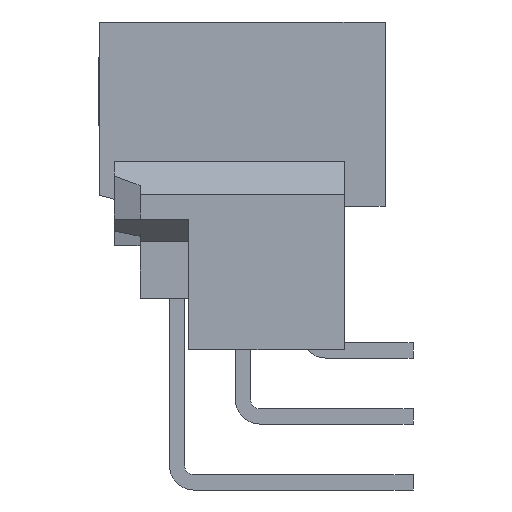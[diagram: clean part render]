
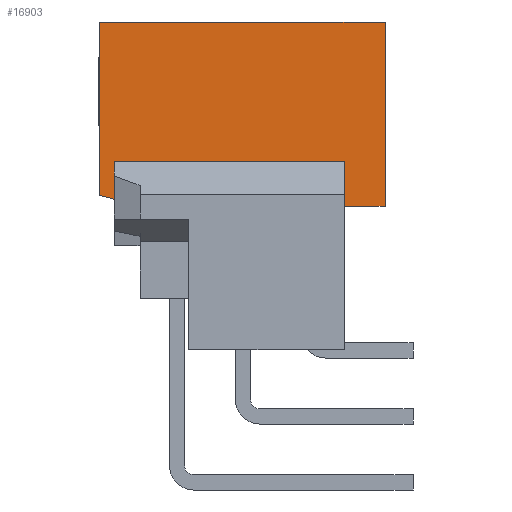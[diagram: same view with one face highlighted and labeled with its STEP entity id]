
A CAD part, left-side view. The second image highlights one B-rep face of the part: STEP entity #16903.
In plain terms, the highlighted planar face has unit normal (-1, 0, 0).
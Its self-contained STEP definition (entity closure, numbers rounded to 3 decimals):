
#72=DIRECTION('',(0.,1.,0.));
#73=VECTOR('',#72,8.282);
#74=CARTESIAN_POINT('',(-23.56,-3.935,-5.38));
#75=LINE('',#74,#73);
#76=DIRECTION('',(0.,0.,1.));
#77=VECTOR('',#76,1.6);
#78=CARTESIAN_POINT('',(-23.56,4.347,-6.98));
#79=LINE('',#78,#77);
#80=DIRECTION('',(0.,0.966,0.259));
#81=VECTOR('',#80,1.194);
#82=CARTESIAN_POINT('',(-23.56,4.347,-6.98));
#83=LINE('',#82,#81);
#84=DIRECTION('',(0.,0.,1.));
#85=VECTOR('',#84,6.671);
#86=CARTESIAN_POINT('',(-23.56,5.5,-6.671));
#87=LINE('',#86,#85);
#88=DIRECTION('',(0.,-1.,0.));
#89=VECTOR('',#88,11.);
#90=CARTESIAN_POINT('',(-23.56,5.5,0.));
#91=LINE('',#90,#89);
#92=DIRECTION('',(0.,0.,-1.));
#93=VECTOR('',#92,7.09);
#94=CARTESIAN_POINT('',(-23.56,-5.5,0.));
#95=LINE('',#94,#93);
#96=DIRECTION('',(0.,1.,0.));
#97=VECTOR('',#96,1.565);
#98=CARTESIAN_POINT('',(-23.56,-5.5,-7.09));
#99=LINE('',#98,#97);
#100=DIRECTION('',(0.,0.,1.));
#101=VECTOR('',#100,1.71);
#102=CARTESIAN_POINT('',(-23.56,-3.935,-7.09));
#103=LINE('',#102,#101);
#12752=CARTESIAN_POINT('',(-23.56,5.5,-6.671));
#12753=CARTESIAN_POINT('',(-23.56,5.5,0.));
#12754=VERTEX_POINT('',#12752);
#12755=VERTEX_POINT('',#12753);
#12756=CARTESIAN_POINT('',(-23.56,-5.5,0.));
#12757=VERTEX_POINT('',#12756);
#12758=CARTESIAN_POINT('',(-23.56,-5.5,-7.09));
#12759=VERTEX_POINT('',#12758);
#12776=CARTESIAN_POINT('',(-23.56,-3.935,-5.38));
#12777=CARTESIAN_POINT('',(-23.56,4.347,-5.38));
#12778=VERTEX_POINT('',#12776);
#12779=VERTEX_POINT('',#12777);
#12786=CARTESIAN_POINT('',(-23.56,-3.935,-7.09));
#12787=VERTEX_POINT('',#12786);
#12848=CARTESIAN_POINT('',(-23.56,4.347,-6.98));
#12849=VERTEX_POINT('',#12848);
#16880=CARTESIAN_POINT('',(-23.56,0.,0.));
#16881=DIRECTION('',(1.,0.,0.));
#16882=DIRECTION('',(0.,0.,-1.));
#16883=AXIS2_PLACEMENT_3D('',#16880,#16881,#16882);
#16884=PLANE('',#16883);
#16886=ORIENTED_EDGE('',*,*,#16885,.T.);
#16888=ORIENTED_EDGE('',*,*,#16887,.F.);
#16890=ORIENTED_EDGE('',*,*,#16889,.T.);
#16892=ORIENTED_EDGE('',*,*,#16891,.T.);
#16894=ORIENTED_EDGE('',*,*,#16893,.T.);
#16896=ORIENTED_EDGE('',*,*,#16895,.T.);
#16898=ORIENTED_EDGE('',*,*,#16897,.T.);
#16900=ORIENTED_EDGE('',*,*,#16899,.T.);
#16901=EDGE_LOOP('',(#16886,#16888,#16890,#16892,#16894,#16896,#16898,#16900));
#16902=FACE_OUTER_BOUND('',#16901,.F.);
#16903=ADVANCED_FACE('',(#16902),#16884,.F.);
#16885=EDGE_CURVE('',#12778,#12779,#75,.T.);
#16887=EDGE_CURVE('',#12849,#12779,#79,.T.);
#16889=EDGE_CURVE('',#12849,#12754,#83,.T.);
#16891=EDGE_CURVE('',#12754,#12755,#87,.T.);
#16893=EDGE_CURVE('',#12755,#12757,#91,.T.);
#16895=EDGE_CURVE('',#12757,#12759,#95,.T.);
#16897=EDGE_CURVE('',#12759,#12787,#99,.T.);
#16899=EDGE_CURVE('',#12787,#12778,#103,.T.);
